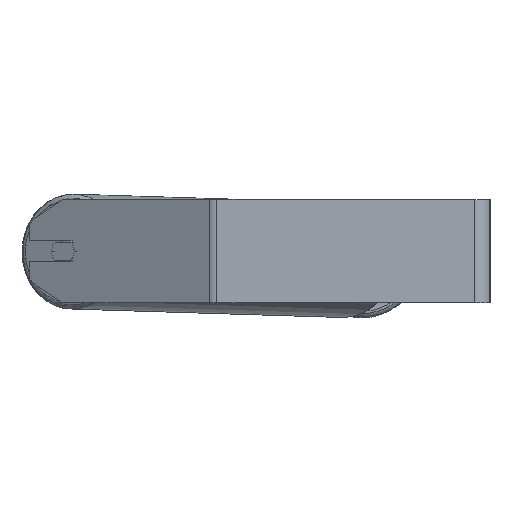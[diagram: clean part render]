
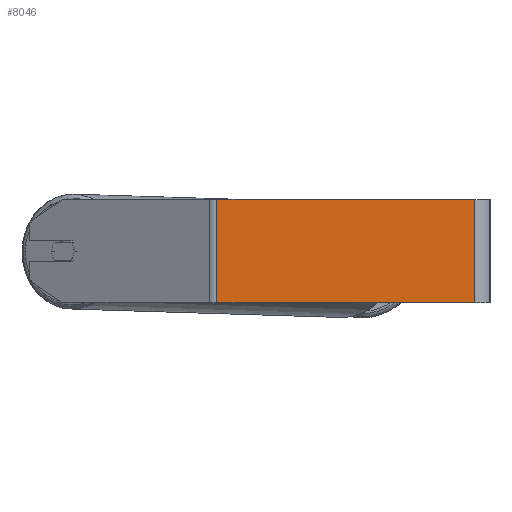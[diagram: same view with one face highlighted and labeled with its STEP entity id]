
A CAD part, left-side view. The second image highlights one B-rep face of the part: STEP entity #8046.
In plain terms, the highlighted planar face has unit normal (-1, 0, 0).
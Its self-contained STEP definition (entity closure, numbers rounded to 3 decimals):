
#207 = EDGE_CURVE ( 'NONE', #3945, #1827, #6914, .T. ) ;
#285 = FACE_OUTER_BOUND ( 'NONE', #5905, .T. ) ;
#646 = CARTESIAN_POINT ( 'NONE',  ( -700., 214.668, 40. ) ) ;
#1508 = DIRECTION ( 'NONE',  ( 0., 0., -1. ) ) ;
#1827 = VERTEX_POINT ( 'NONE', #6103 ) ;
#1830 = DIRECTION ( 'NONE',  ( 0., 0., -1. ) ) ;
#1919 = LINE ( 'NONE', #5366, #3870 ) ;
#1959 = DIRECTION ( 'NONE',  ( 0., -1., 0. ) ) ;
#2413 = DIRECTION ( 'NONE',  ( 1., 0., 0. ) ) ;
#2467 = ORIENTED_EDGE ( 'NONE', *, *, #8333, .T. ) ;
#2532 = EDGE_CURVE ( 'NONE', #3945, #8195, #4672, .T. ) ;
#3808 = VECTOR ( 'NONE', #1959, 1000. ) ;
#3870 = VECTOR ( 'NONE', #4750, 1000. ) ;
#3879 = VECTOR ( 'NONE', #1508, 1000. ) ;
#3945 = VERTEX_POINT ( 'NONE', #6353 ) ;
#3948 = EDGE_CURVE ( 'NONE', #8195, #7061, #4968, .T. ) ;
#4007 = AXIS2_PLACEMENT_3D ( 'NONE', #6988, #2413, #5113 ) ;
#4460 = CARTESIAN_POINT ( 'NONE',  ( -700., 12., 40. ) ) ;
#4672 = LINE ( 'NONE', #646, #3808 ) ;
#4750 = DIRECTION ( 'NONE',  ( 0., -1., 0. ) ) ;
#4968 = LINE ( 'NONE', #7691, #8074 ) ;
#5113 = DIRECTION ( 'NONE',  ( 0., 0., -1. ) ) ;
#5366 = CARTESIAN_POINT ( 'NONE',  ( -700., 214.668, -40. ) ) ;
#5506 = CARTESIAN_POINT ( 'NONE',  ( -700., 12., -40. ) ) ;
#5537 = CARTESIAN_POINT ( 'NONE',  ( -700., 211.453, 40. ) ) ;
#5562 = ORIENTED_EDGE ( 'NONE', *, *, #3948, .F. ) ;
#5905 = EDGE_LOOP ( 'NONE', ( #2467, #5562, #6548, #8164 ) ) ;
#6103 = CARTESIAN_POINT ( 'NONE',  ( -700., 211.453, -40. ) ) ;
#6353 = CARTESIAN_POINT ( 'NONE',  ( -700., 211.453, 40. ) ) ;
#6548 = ORIENTED_EDGE ( 'NONE', *, *, #2532, .F. ) ;
#6914 = LINE ( 'NONE', #5537, #3879 ) ;
#6988 = CARTESIAN_POINT ( 'NONE',  ( -700., 214.668, 40. ) ) ;
#7061 = VERTEX_POINT ( 'NONE', #5506 ) ;
#7691 = CARTESIAN_POINT ( 'NONE',  ( -700., 12., 40. ) ) ;
#8046 = ADVANCED_FACE ( 'NONE', ( #285 ), #8487, .F. ) ;
#8074 = VECTOR ( 'NONE', #1830, 1000. ) ;
#8164 = ORIENTED_EDGE ( 'NONE', *, *, #207, .T. ) ;
#8195 = VERTEX_POINT ( 'NONE', #4460 ) ;
#8333 = EDGE_CURVE ( 'NONE', #1827, #7061, #1919, .T. ) ;
#8487 = PLANE ( 'NONE',  #4007 ) ;
